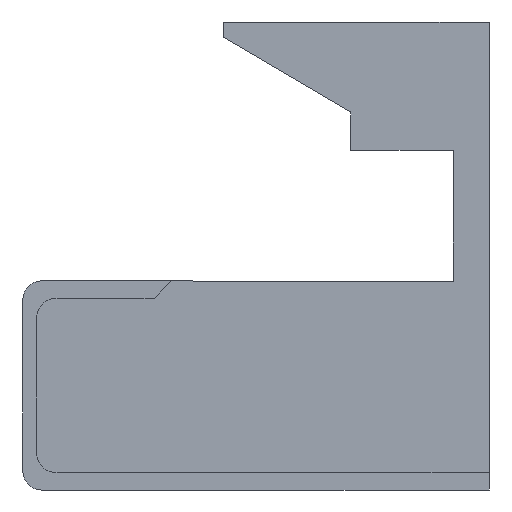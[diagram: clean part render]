
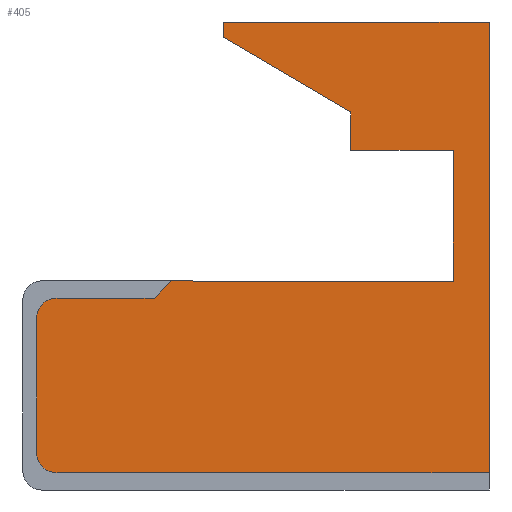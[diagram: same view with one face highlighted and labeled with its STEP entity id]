
A CAD part, front view. The second image highlights one B-rep face of the part: STEP entity #405.
In plain terms, the highlighted planar face has unit normal (0, -1, 0).
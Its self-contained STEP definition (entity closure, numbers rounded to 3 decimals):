
#16=CIRCLE('',#431,1.2);
#18=CIRCLE('',#435,1.2);
#39=FACE_OUTER_BOUND('',#60,.T.);
#60=EDGE_LOOP('',(#310,#311,#312,#313,#314,#315,#316,#317,#318,#319,#320,
#321,#322,#323));
#71=LINE('',#574,#120);
#75=LINE('',#586,#124);
#79=LINE('',#598,#128);
#82=LINE('',#604,#131);
#84=LINE('',#609,#133);
#88=LINE('',#617,#137);
#91=LINE('',#623,#140);
#94=LINE('',#629,#143);
#97=LINE('',#635,#146);
#100=LINE('',#641,#149);
#103=LINE('',#646,#152);
#104=LINE('',#647,#153);
#120=VECTOR('',#463,10.);
#124=VECTOR('',#475,10.);
#128=VECTOR('',#487,10.);
#131=VECTOR('',#492,10.);
#133=VECTOR('',#496,10.);
#137=VECTOR('',#502,10.);
#140=VECTOR('',#507,10.);
#143=VECTOR('',#512,10.);
#146=VECTOR('',#517,10.);
#149=VECTOR('',#522,10.);
#152=VECTOR('',#527,10.);
#153=VECTOR('',#528,10.);
#169=VERTEX_POINT('',#571);
#170=VERTEX_POINT('',#573);
#172=VERTEX_POINT('',#579);
#174=VERTEX_POINT('',#585);
#176=VERTEX_POINT('',#591);
#178=VERTEX_POINT('',#597);
#180=VERTEX_POINT('',#603);
#181=VERTEX_POINT('',#607);
#182=VERTEX_POINT('',#608);
#185=VERTEX_POINT('',#616);
#187=VERTEX_POINT('',#622);
#189=VERTEX_POINT('',#628);
#191=VERTEX_POINT('',#634);
#193=VERTEX_POINT('',#640);
#207=EDGE_CURVE('',#169,#170,#71,.T.);
#210=EDGE_CURVE('',#170,#172,#16,.T.);
#213=EDGE_CURVE('',#172,#174,#75,.T.);
#216=EDGE_CURVE('',#174,#176,#18,.T.);
#219=EDGE_CURVE('',#176,#178,#79,.T.);
#222=EDGE_CURVE('',#178,#180,#82,.T.);
#224=EDGE_CURVE('',#181,#182,#84,.T.);
#228=EDGE_CURVE('',#182,#185,#88,.T.);
#231=EDGE_CURVE('',#185,#187,#91,.T.);
#234=EDGE_CURVE('',#187,#189,#94,.T.);
#237=EDGE_CURVE('',#189,#191,#97,.T.);
#240=EDGE_CURVE('',#191,#193,#100,.T.);
#243=EDGE_CURVE('',#180,#181,#103,.T.);
#244=EDGE_CURVE('',#193,#169,#104,.T.);
#310=ORIENTED_EDGE('',*,*,#224,.F.);
#311=ORIENTED_EDGE('',*,*,#243,.F.);
#312=ORIENTED_EDGE('',*,*,#222,.F.);
#313=ORIENTED_EDGE('',*,*,#219,.F.);
#314=ORIENTED_EDGE('',*,*,#216,.F.);
#315=ORIENTED_EDGE('',*,*,#213,.F.);
#316=ORIENTED_EDGE('',*,*,#210,.F.);
#317=ORIENTED_EDGE('',*,*,#207,.F.);
#318=ORIENTED_EDGE('',*,*,#244,.F.);
#319=ORIENTED_EDGE('',*,*,#240,.F.);
#320=ORIENTED_EDGE('',*,*,#237,.F.);
#321=ORIENTED_EDGE('',*,*,#234,.F.);
#322=ORIENTED_EDGE('',*,*,#231,.F.);
#323=ORIENTED_EDGE('',*,*,#228,.F.);
#386=PLANE('',#444);
#405=ADVANCED_FACE('',(#39),#386,.T.);
#431=AXIS2_PLACEMENT_3D('',#580,#469,#470);
#435=AXIS2_PLACEMENT_3D('',#592,#481,#482);
#444=AXIS2_PLACEMENT_3D('',#645,#525,#526);
#463=DIRECTION('',(-1.,0.,0.));
#469=DIRECTION('center_axis',(0.,1.,0.));
#470=DIRECTION('ref_axis',(0.,0.,-1.));
#475=DIRECTION('',(0.,0.,1.));
#481=DIRECTION('center_axis',(0.,1.,0.));
#482=DIRECTION('ref_axis',(-1.,0.,0.));
#487=DIRECTION('',(1.,0.,0.));
#492=DIRECTION('',(0.707,0.,0.707));
#496=DIRECTION('',(0.,0.,1.));
#502=DIRECTION('',(-1.,0.,0.));
#507=DIRECTION('',(0.,0.,1.));
#512=DIRECTION('',(-0.862,0.,0.507));
#517=DIRECTION('',(0.,0.,1.));
#522=DIRECTION('',(1.,0.,0.));
#525=DIRECTION('center_axis',(0.,-1.,0.));
#526=DIRECTION('ref_axis',(0.,0.,-1.));
#527=DIRECTION('',(1.,0.,-0.001));
#528=DIRECTION('',(0.,0.,-1.));
#571=CARTESIAN_POINT('',(17.,-15.652,10.962));
#573=CARTESIAN_POINT('',(-8.2,-15.652,10.962));
#574=CARTESIAN_POINT('',(-2.2,-15.652,10.962));
#579=CARTESIAN_POINT('',(-9.4,-15.652,12.162));
#580=CARTESIAN_POINT('Origin',(-8.2,-15.652,12.162));
#585=CARTESIAN_POINT('',(-9.4,-15.652,19.962));
#586=CARTESIAN_POINT('',(-9.4,-15.652,22.037));
#591=CARTESIAN_POINT('',(-8.2,-15.652,21.162));
#592=CARTESIAN_POINT('Origin',(-8.2,-15.652,19.962));
#597=CARTESIAN_POINT('',(-2.545,-15.652,21.162));
#598=CARTESIAN_POINT('',(0.628,-15.652,21.162));
#603=CARTESIAN_POINT('',(-1.551,-15.652,22.155));
#604=CARTESIAN_POINT('',(0.277,-15.652,23.982));
#607=CARTESIAN_POINT('',(14.918,-15.652,22.141));
#608=CARTESIAN_POINT('',(14.918,-15.652,29.769));
#609=CARTESIAN_POINT('',(14.918,-15.652,26.941));
#616=CARTESIAN_POINT('',(8.918,-15.652,29.769));
#617=CARTESIAN_POINT('',(6.359,-15.652,29.769));
#622=CARTESIAN_POINT('',(8.918,-15.652,32.015));
#623=CARTESIAN_POINT('',(8.918,-15.652,28.064));
#628=CARTESIAN_POINT('',(1.5,-15.652,36.381));
#629=CARTESIAN_POINT('',(5.035,-15.652,34.3));
#634=CARTESIAN_POINT('',(1.5,-15.652,37.263));
#635=CARTESIAN_POINT('',(1.5,-15.652,30.688));
#640=CARTESIAN_POINT('',(17.,-15.652,37.263));
#641=CARTESIAN_POINT('',(10.4,-15.652,37.263));
#645=CARTESIAN_POINT('Origin',(3.8,-15.652,24.113));
#646=CARTESIAN_POINT('',(9.358,-15.652,22.146));
#647=CARTESIAN_POINT('',(17.,-15.652,17.537));
